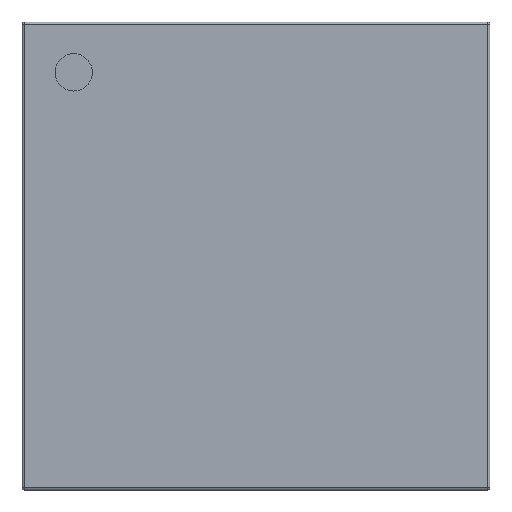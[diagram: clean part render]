
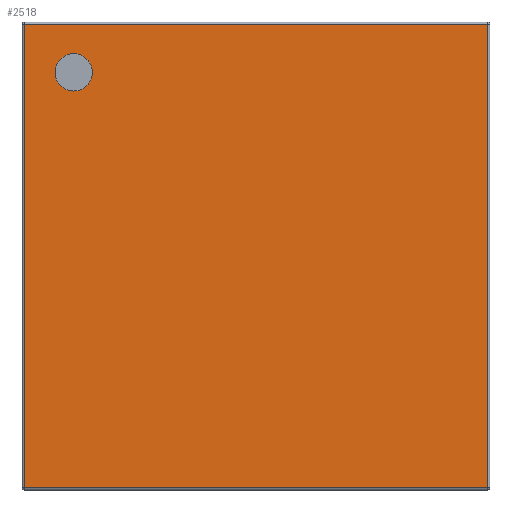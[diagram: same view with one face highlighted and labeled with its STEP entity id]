
A CAD part, top view. The second image highlights one B-rep face of the part: STEP entity #2518.
In plain terms, the highlighted planar face has unit normal (0, 0, 1).
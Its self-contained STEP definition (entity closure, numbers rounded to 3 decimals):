
#45=CIRCLE('',#2631,0.16);
#159=ORIENTED_EDGE('',*,*,#646,.T.);
#160=ORIENTED_EDGE('',*,*,#647,.T.);
#161=ORIENTED_EDGE('',*,*,#648,.T.);
#162=ORIENTED_EDGE('',*,*,#649,.T.);
#163=ORIENTED_EDGE('',*,*,#629,.T.);
#629=EDGE_CURVE('',#873,#873,#45,.T.);
#646=EDGE_CURVE('',#890,#891,#1043,.F.);
#647=EDGE_CURVE('',#891,#892,#1044,.F.);
#648=EDGE_CURVE('',#892,#893,#1045,.F.);
#649=EDGE_CURVE('',#893,#890,#1046,.F.);
#873=VERTEX_POINT('',#3403);
#890=VERTEX_POINT('',#3442);
#891=VERTEX_POINT('',#3443);
#892=VERTEX_POINT('',#3445);
#893=VERTEX_POINT('',#3447);
#1043=LINE('',#3441,#1259);
#1044=LINE('',#3444,#1260);
#1045=LINE('',#3446,#1261);
#1046=LINE('',#3448,#1262);
#1259=VECTOR('',#2872,1000.);
#1260=VECTOR('',#2873,1000.);
#1261=VECTOR('',#2874,1000.);
#1262=VECTOR('',#2875,1000.);
#1416=EDGE_LOOP('',(#159,#160,#161,#162));
#1417=EDGE_LOOP('',(#163));
#1546=FACE_BOUND('',#1416,.T.);
#1547=FACE_BOUND('',#1417,.T.);
#1657=PLANE('',#2636);
#2518=ADVANCED_FACE('',(#1546,#1547),#1657,.F.);
#2631=AXIS2_PLACEMENT_3D('',#3402,#2844,#2845);
#2636=AXIS2_PLACEMENT_3D('',#3440,#2870,#2871);
#2844=DIRECTION('',(0.,0.,-1.));
#2845=DIRECTION('',(1.,0.,0.));
#2870=DIRECTION('',(0.,0.,-1.));
#2871=DIRECTION('',(-1.,0.,0.));
#2872=DIRECTION('',(-1.,0.,0.));
#2873=DIRECTION('',(0.,-1.,0.));
#2874=DIRECTION('',(1.,0.,0.));
#2875=DIRECTION('',(0.,1.,0.));
#3402=CARTESIAN_POINT('',(-1.559,1.588,0.));
#3403=CARTESIAN_POINT('',(-1.399,1.588,0.));
#3440=CARTESIAN_POINT('',(0.,0.,0.));
#3441=CARTESIAN_POINT('',(0.,-1.961,0.));
#3442=CARTESIAN_POINT('',(-1.98,-1.961,0.));
#3443=CARTESIAN_POINT('',(1.98,-1.961,0.));
#3444=CARTESIAN_POINT('',(1.98,0.,0.));
#3445=CARTESIAN_POINT('',(1.98,1.999,0.));
#3446=CARTESIAN_POINT('',(0.,1.999,0.));
#3447=CARTESIAN_POINT('',(-1.98,1.999,0.));
#3448=CARTESIAN_POINT('',(-1.98,0.,0.));
